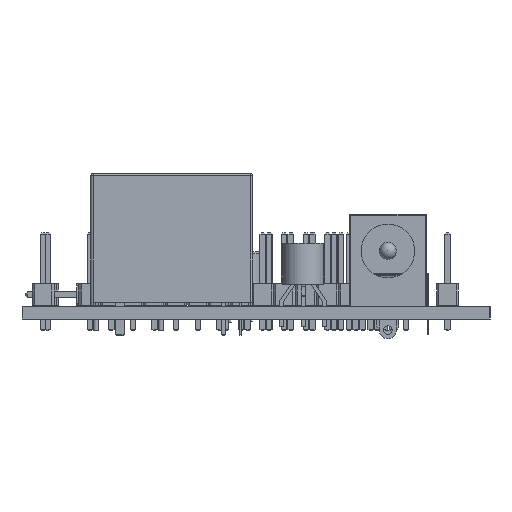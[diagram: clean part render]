
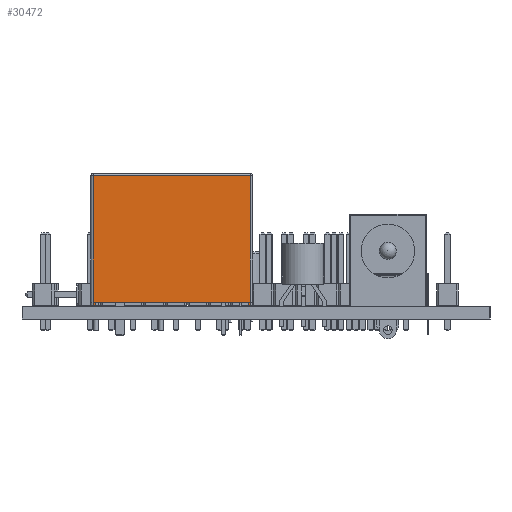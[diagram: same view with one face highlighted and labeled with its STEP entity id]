
A CAD part, left-side view. The second image highlights one B-rep face of the part: STEP entity #30472.
In plain terms, the highlighted face is planar.
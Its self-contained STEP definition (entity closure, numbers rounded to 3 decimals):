
#30329 = VERTEX_POINT('',#30330);
#30330 = CARTESIAN_POINT('',(13.6,-15.35,15.27));
#30337 = EDGE_CURVE('',#30338,#30329,#30340,.T.);
#30338 = VERTEX_POINT('',#30339);
#30339 = CARTESIAN_POINT('',(13.6,3.15,15.27));
#30340 = LINE('',#30341,#30342);
#30341 = CARTESIAN_POINT('',(13.6,3.15,15.27));
#30342 = VECTOR('',#30343,1.);
#30343 = DIRECTION('',(0.,-1.,0.));
#30472 = ADVANCED_FACE('',(#30473),#30530,.T.);
#30473 = FACE_BOUND('',#30474,.T.);
#30474 = EDGE_LOOP('',(#30475,#30483,#30491,#30499,#30507,#30515,#30523,
    #30529));
#30475 = ORIENTED_EDGE('',*,*,#30476,.F.);
#30476 = EDGE_CURVE('',#30477,#30329,#30479,.T.);
#30477 = VERTEX_POINT('',#30478);
#30478 = CARTESIAN_POINT('',(13.6,-15.35,0.02));
#30479 = LINE('',#30480,#30481);
#30480 = CARTESIAN_POINT('',(13.6,-15.35,0.02));
#30481 = VECTOR('',#30482,1.);
#30482 = DIRECTION('',(0.,0.,1.));
#30483 = ORIENTED_EDGE('',*,*,#30484,.F.);
#30484 = EDGE_CURVE('',#30485,#30477,#30487,.T.);
#30485 = VERTEX_POINT('',#30486);
#30486 = CARTESIAN_POINT('',(13.6,-15.1,0.02));
#30487 = LINE('',#30488,#30489);
#30488 = CARTESIAN_POINT('',(13.6,3.4,0.02));
#30489 = VECTOR('',#30490,1.);
#30490 = DIRECTION('',(0.,-1.,0.));
#30491 = ORIENTED_EDGE('',*,*,#30492,.T.);
#30492 = EDGE_CURVE('',#30485,#30493,#30495,.T.);
#30493 = VERTEX_POINT('',#30494);
#30494 = CARTESIAN_POINT('',(13.6,-15.1,0.4));
#30495 = LINE('',#30496,#30497);
#30496 = CARTESIAN_POINT('',(13.6,-15.1,0.02));
#30497 = VECTOR('',#30498,1.);
#30498 = DIRECTION('',(0.,0.,1.));
#30499 = ORIENTED_EDGE('',*,*,#30500,.F.);
#30500 = EDGE_CURVE('',#30501,#30493,#30503,.T.);
#30501 = VERTEX_POINT('',#30502);
#30502 = CARTESIAN_POINT('',(13.6,2.9,0.4));
#30503 = LINE('',#30504,#30505);
#30504 = CARTESIAN_POINT('',(13.6,2.9,0.4));
#30505 = VECTOR('',#30506,1.);
#30506 = DIRECTION('',(0.,-1.,0.));
#30507 = ORIENTED_EDGE('',*,*,#30508,.F.);
#30508 = EDGE_CURVE('',#30509,#30501,#30511,.T.);
#30509 = VERTEX_POINT('',#30510);
#30510 = CARTESIAN_POINT('',(13.6,2.9,0.02));
#30511 = LINE('',#30512,#30513);
#30512 = CARTESIAN_POINT('',(13.6,2.9,0.02));
#30513 = VECTOR('',#30514,1.);
#30514 = DIRECTION('',(0.,0.,1.));
#30515 = ORIENTED_EDGE('',*,*,#30516,.F.);
#30516 = EDGE_CURVE('',#30517,#30509,#30519,.T.);
#30517 = VERTEX_POINT('',#30518);
#30518 = CARTESIAN_POINT('',(13.6,3.15,0.02));
#30519 = LINE('',#30520,#30521);
#30520 = CARTESIAN_POINT('',(13.6,3.4,0.02));
#30521 = VECTOR('',#30522,1.);
#30522 = DIRECTION('',(0.,-1.,0.));
#30523 = ORIENTED_EDGE('',*,*,#30524,.T.);
#30524 = EDGE_CURVE('',#30517,#30338,#30525,.T.);
#30525 = LINE('',#30526,#30527);
#30526 = CARTESIAN_POINT('',(13.6,3.15,0.02));
#30527 = VECTOR('',#30528,1.);
#30528 = DIRECTION('',(0.,0.,1.));
#30529 = ORIENTED_EDGE('',*,*,#30337,.T.);
#30530 = PLANE('',#30531);
#30531 = AXIS2_PLACEMENT_3D('',#30532,#30533,#30534);
#30532 = CARTESIAN_POINT('',(13.6,3.4,0.02));
#30533 = DIRECTION('',(1.,0.,0.));
#30534 = DIRECTION('',(0.,-1.,0.));
